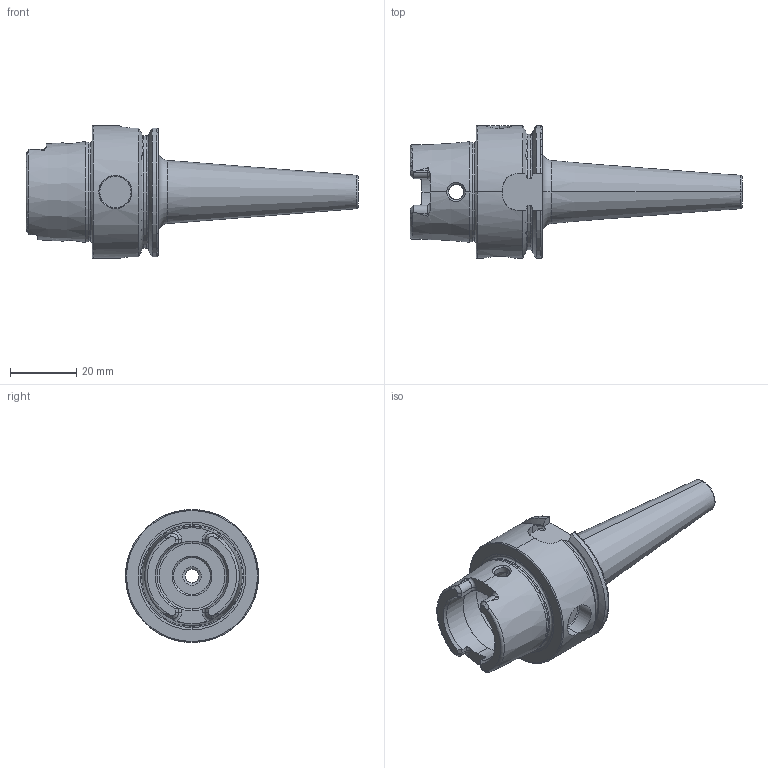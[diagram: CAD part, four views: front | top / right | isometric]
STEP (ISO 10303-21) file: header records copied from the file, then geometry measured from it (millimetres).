
FILE_DESCRIPTION (( 'STEP AP214' ), '1' );
FILE_NAME ('HA4.S04.K01.080.STEP', '2018-07-12T06:15:06', ( 'SWIAdmin' ), ( 'Hewlett-Packard Company' ), 'SwSTEP 2.0', 'SolidWorks 2017', '' );
FILE_SCHEMA (( 'AUTOMOTIVE_DESIGN' ));
Length unit declared in the file: millimetre
Products named in the file (2): HA4-S04.K01.080_A_Fertigbearbeitung; HA4.S04.K01.080
Assembly tree (1 placements, depth 2):
  HA4.S04.K01.080
    HA4-S04.K01.080_A_Fertigbearbeitung
Bounding box: 99.9 x 40 x 40 mm (x, y, z)
Volume: 33076.4 mm3; surface area: 13209.5 mm2
Topology: 1 solids, 1 shells, 165 faces, 423 edges, 263 vertices
Faces by surface type: cylinder 50, plane 46, torus 35, cone 30, bspline 4
Entity records: 7449 total; most frequent: CARTESIAN_POINT 2270, ORIENTED_EDGE 846, DIRECTION 809, EDGE_CURVE 423, AXIS2_PLACEMENT_3D 332, VERTEX_POINT 263, EDGE_LOOP 174, CIRCLE 167
